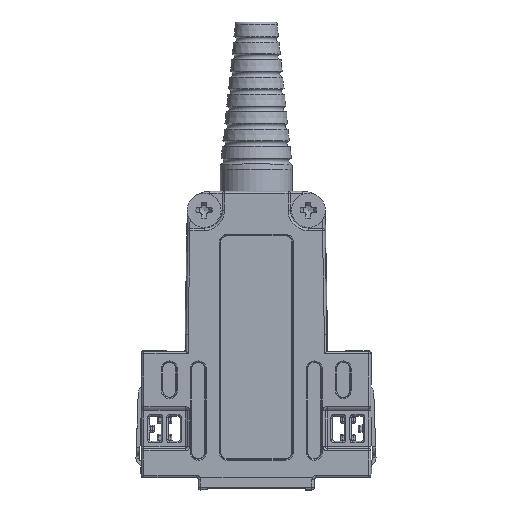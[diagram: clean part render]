
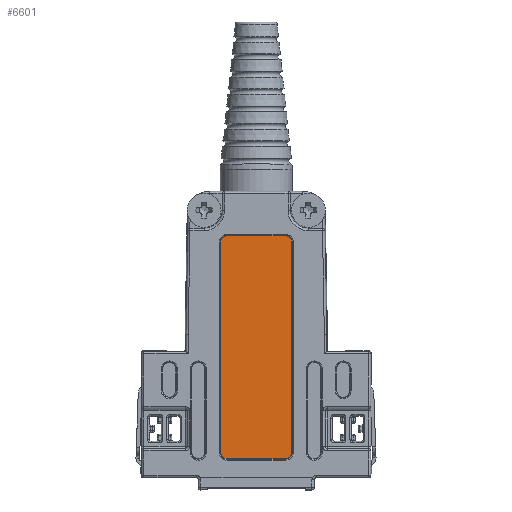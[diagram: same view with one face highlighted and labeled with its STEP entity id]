
A CAD part, top view. The second image highlights one B-rep face of the part: STEP entity #6601.
In plain terms, the highlighted face is planar.
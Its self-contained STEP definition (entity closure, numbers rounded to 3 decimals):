
#6601=ADVANCED_FACE('',(#10025),#8356,.F.);
#8356=PLANE('',#45652);
#10025=FACE_OUTER_BOUND('',#12581,.T.);
#12581=EDGE_LOOP('',(#21032,#21033,#21034,#21035,#21036,#21037,#21038,#21039));
#14543=ELLIPSE('',#45648,0.9,0.9);
#14544=ELLIPSE('',#45649,0.9,0.9);
#14545=ELLIPSE('',#45650,0.9,0.9);
#14546=ELLIPSE('',#45651,0.9,0.9);
#21032=ORIENTED_EDGE('',*,*,#34641,.T.);
#21033=ORIENTED_EDGE('',*,*,#34642,.T.);
#21034=ORIENTED_EDGE('',*,*,#34643,.T.);
#21035=ORIENTED_EDGE('',*,*,#34644,.T.);
#21036=ORIENTED_EDGE('',*,*,#34645,.T.);
#21037=ORIENTED_EDGE('',*,*,#34646,.T.);
#21038=ORIENTED_EDGE('',*,*,#34647,.T.);
#21039=ORIENTED_EDGE('',*,*,#34648,.T.);
#29616=VERTEX_POINT('',#74306);
#29617=VERTEX_POINT('',#74307);
#29618=VERTEX_POINT('',#74309);
#29619=VERTEX_POINT('',#74311);
#29620=VERTEX_POINT('',#74313);
#29621=VERTEX_POINT('',#74315);
#29622=VERTEX_POINT('',#74317);
#29623=VERTEX_POINT('',#74319);
#34641=EDGE_CURVE('',#29616,#29617,#39294,.T.);
#34642=EDGE_CURVE('',#29617,#29618,#14543,.T.);
#34643=EDGE_CURVE('',#29618,#29619,#39295,.T.);
#34644=EDGE_CURVE('',#29619,#29620,#14544,.T.);
#34645=EDGE_CURVE('',#29620,#29621,#39296,.T.);
#34646=EDGE_CURVE('',#29621,#29622,#14545,.T.);
#34647=EDGE_CURVE('',#29622,#29623,#39297,.T.);
#34648=EDGE_CURVE('',#29623,#29616,#14546,.T.);
#39294=LINE('',#74305,#42203);
#39295=LINE('',#74310,#42204);
#39296=LINE('',#74314,#42205);
#39297=LINE('',#74318,#42206);
#42203=VECTOR('',#54401,1.);
#42204=VECTOR('',#54404,1.);
#42205=VECTOR('',#54407,1.);
#42206=VECTOR('',#54410,1.);
#45648=AXIS2_PLACEMENT_3D('',#74308,#54402,#54403);
#45649=AXIS2_PLACEMENT_3D('',#74312,#54405,#54406);
#45650=AXIS2_PLACEMENT_3D('',#74316,#54408,#54409);
#45651=AXIS2_PLACEMENT_3D('',#74320,#54411,#54412);
#45652=AXIS2_PLACEMENT_3D('',#74321,#54413,#54414);
#54401=DIRECTION('',(0.,-1.,0.));
#54402=DIRECTION('',(0.,0.,-1.));
#54403=DIRECTION('',(0.707,-0.707,0.));
#54404=DIRECTION('',(-1.,0.,0.));
#54405=DIRECTION('',(0.,0.,-1.));
#54406=DIRECTION('',(-0.707,-0.707,0.));
#54407=DIRECTION('',(0.,1.,0.));
#54408=DIRECTION('',(0.,0.,-1.));
#54409=DIRECTION('',(-0.707,0.707,0.));
#54410=DIRECTION('',(1.,0.,0.));
#54411=DIRECTION('',(0.,0.,-1.));
#54412=DIRECTION('',(0.707,0.707,0.));
#54413=DIRECTION('',(0.,0.,1.));
#54414=DIRECTION('',(1.,0.,0.));
#74305=CARTESIAN_POINT('',(4.898,0.,0.2));
#74306=CARTESIAN_POINT('',(4.898,-7.002,0.2));
#74307=CARTESIAN_POINT('',(4.898,-35.998,0.2));
#74308=CARTESIAN_POINT('',(3.998,-35.998,0.2));
#74309=CARTESIAN_POINT('',(3.998,-36.898,0.2));
#74310=CARTESIAN_POINT('',(0.,-36.898,0.2));
#74311=CARTESIAN_POINT('',(-3.998,-36.898,0.2));
#74312=CARTESIAN_POINT('',(-3.998,-35.998,0.2));
#74313=CARTESIAN_POINT('',(-4.898,-35.998,0.2));
#74314=CARTESIAN_POINT('',(-4.898,0.,0.2));
#74315=CARTESIAN_POINT('',(-4.898,-7.002,0.2));
#74316=CARTESIAN_POINT('',(-3.998,-7.002,0.2));
#74317=CARTESIAN_POINT('',(-3.998,-6.102,0.2));
#74318=CARTESIAN_POINT('',(0.,-6.102,0.2));
#74319=CARTESIAN_POINT('',(3.998,-6.102,0.2));
#74320=CARTESIAN_POINT('',(3.998,-7.002,0.2));
#74321=CARTESIAN_POINT('',(0.,0.,0.2));
